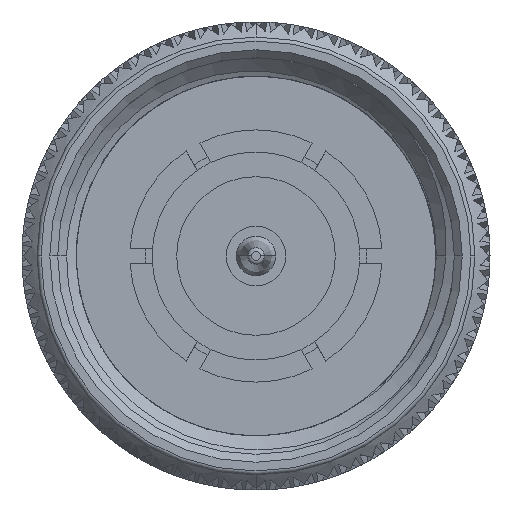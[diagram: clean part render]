
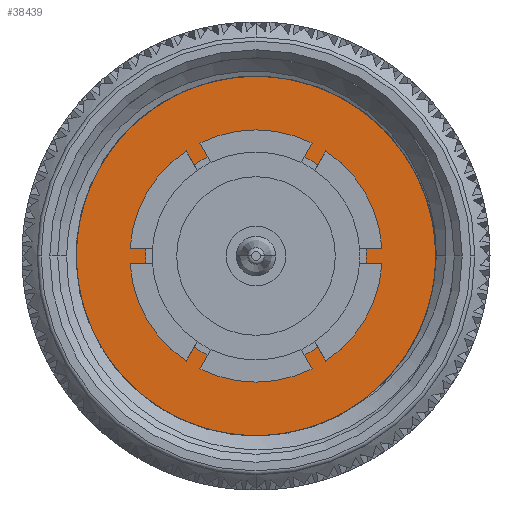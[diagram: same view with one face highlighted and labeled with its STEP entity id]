
A CAD part, left-side view. The second image highlights one B-rep face of the part: STEP entity #38439.
In plain terms, the highlighted planar face has unit normal (-1, 0, 0).
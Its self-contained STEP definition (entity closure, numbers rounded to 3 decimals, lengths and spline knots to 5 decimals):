
#2077 = AXIS2_PLACEMENT_3D ( 'NONE', #109832, #19551, #21277 ) ;
#2511 = EDGE_CURVE ( 'NONE', #38753, #115143, #18361, .T. ) ;
#5610 = CARTESIAN_POINT ( 'NONE',  ( 0.315, 0.12157, -0.19591 ) ) ;
#5813 = FACE_BOUND ( 'NONE', #41745, .T. ) ;
#6807 = ORIENTED_EDGE ( 'NONE', *, *, #108205, .T. ) ;
#7738 = VERTEX_POINT ( 'NONE', #46394 ) ;
#7918 = CARTESIAN_POINT ( 'NONE',  ( 0.315, 0.17973, -0.13833 ) ) ;
#9165 = CARTESIAN_POINT ( 'NONE',  ( 0.315, 0.139, 0. ) ) ;
#10790 = CARTESIAN_POINT ( 'NONE',  ( 0.315, 0., 0. ) ) ;
#11828 = AXIS2_PLACEMENT_3D ( 'NONE', #45924, #28315, #89310 ) ;
#13040 = AXIS2_PLACEMENT_3D ( 'NONE', #31881, #50638, #15428 ) ;
#14631 = DIRECTION ( 'NONE',  ( 0., -1., 0. ) ) ;
#15208 = PLANE ( 'NONE',  #67159 ) ;
#15428 = DIRECTION ( 'NONE',  ( 0., -1., 0. ) ) ;
#15448 = CARTESIAN_POINT ( 'NONE',  ( 0.315, -0.24791, -0.03227 ) ) ;
#15593 = CARTESIAN_POINT ( 'NONE',  ( 0.315, 0.14913, -0.17387 ) ) ;
#16176 = CARTESIAN_POINT ( 'NONE',  ( 0.315, -0.24311, -0.05542 ) ) ;
#16755 = CARTESIAN_POINT ( 'NONE',  ( 0.315, -0.22135, -0.10953 ) ) ;
#18361 = B_SPLINE_CURVE_WITH_KNOTS ( 'NONE', 3,
 ( #89562, #88988, #62611, #35070, #78439, #35642 ),
 .UNSPECIFIED., .F., .F.,
 ( 4, 2, 4 ),
 ( 0., 0.00189, 0.00378 ),
 .UNSPECIFIED. ) ;
#19551 = DIRECTION ( 'NONE',  ( -1., 0., 0. ) ) ;
#21277 = DIRECTION ( 'NONE',  ( 0., -1., 0. ) ) ;
#23469 = EDGE_LOOP ( 'NONE', ( #100345, #6807, #75717, #55047, #60900 ) ) ;
#24376 = CARTESIAN_POINT ( 'NONE',  ( 0.315, -0.24593, -0.04391 ) ) ;
#24963 = CARTESIAN_POINT ( 'NONE',  ( 0.315, -0.17094, -0.17372 ) ) ;
#27208 = ORIENTED_EDGE ( 'NONE', *, *, #60470, .F. ) ;
#28315 = DIRECTION ( 'NONE',  ( -1., 0., 0. ) ) ;
#31781 = CARTESIAN_POINT ( 'NONE',  ( 0.315, 0., 0. ) ) ;
#31881 = CARTESIAN_POINT ( 'NONE',  ( 0.315, 0., 0. ) ) ;
#32632 = CARTESIAN_POINT ( 'NONE',  ( 0.315, -0.12317, -0.20757 ) ) ;
#33208 = CARTESIAN_POINT ( 'NONE',  ( 0.315, 0.02449, -0.23471 ) ) ;
#33779 = CARTESIAN_POINT ( 'NONE',  ( 0.315, 0.09131, -0.21337 ) ) ;
#34944 = CARTESIAN_POINT ( 'NONE',  ( 0.315, 0.16544, -0.15702 ) ) ;
#35070 = CARTESIAN_POINT ( 'NONE',  ( 0.315, 0.20673, -0.09651 ) ) ;
#35642 = CARTESIAN_POINT ( 'NONE',  ( 0.315, 0.17973, -0.13833 ) ) ;
#36530 = VERTEX_POINT ( 'NONE', #9165 ) ;
#38439 = ADVANCED_FACE ( 'NONE', ( #41067, #5813 ), #15208, .T. ) ;
#38753 = VERTEX_POINT ( 'NONE', #94829 ) ;
#41067 = FACE_OUTER_BOUND ( 'NONE', #23469, .T. ) ;
#41227 = CIRCLE ( 'NONE', #13040, 0.139 ) ;
#41445 = CARTESIAN_POINT ( 'NONE',  ( 0.315, 0.04734, -0.23019 ) ) ;
#41745 = EDGE_LOOP ( 'NONE', ( #27208, #56643 ) ) ;
#43741 = CARTESIAN_POINT ( 'NONE',  ( 0.315, -0.19503, -0.1484 ) ) ;
#45883 = CIRCLE ( 'NONE', #68277, 0.139 ) ;
#45924 = CARTESIAN_POINT ( 'NONE',  ( 0.315, 0., 0. ) ) ;
#46394 = CARTESIAN_POINT ( 'NONE',  ( 0.315, 0.25, 0. ) ) ;
#47652 = VECTOR ( 'NONE', #74121, 39.37008 ) ;
#49973 = DIRECTION ( 'NONE',  ( 0., -1., 0. ) ) ;
#50235 = CARTESIAN_POINT ( 'NONE',  ( 0.315, 0.08056, -0.2182 ) ) ;
#50370 = B_SPLINE_CURVE_WITH_KNOTS ( 'NONE', 3,
 ( #7918, #97062, #34944, #15593, #78893, #5610, #106446, #33779, #50235, #41445, #33208, #68374, #69530, #88272, #105314, #59046, #112963, #95347, #32632, #96485, #70686, #24963, #87129, #43741, #50809, #104155, #16755, #60762, #94768, #16176, #24376, #51384 ),
 .UNSPECIFIED., .F., .F.,
 ( 4, 2, 2, 2, 2, 2, 2, 2, 2, 2, 2, 2, 2, 2, 2, 4 ),
 ( 0., 0.00089, 0.00179, 0.00268, 0.00357, 0.00536, 0.00625, 0.00714, 0.00804, 0.00893, 0.00982, 0.01072, 0.01161, 0.0125, 0.0134, 0.01429 ),
 .UNSPECIFIED. ) ;
#50638 = DIRECTION ( 'NONE',  ( -1., 0., 0. ) ) ;
#50809 = CARTESIAN_POINT ( 'NONE',  ( 0.315, -0.2023, -0.13917 ) ) ;
#50870 = EDGE_CURVE ( 'NONE', #86168, #36530, #41227, .T. ) ;
#51384 = CARTESIAN_POINT ( 'NONE',  ( 0.315, -0.24791, -0.03227 ) ) ;
#55047 = ORIENTED_EDGE ( 'NONE', *, *, #2511, .T. ) ;
#56643 = ORIENTED_EDGE ( 'NONE', *, *, #50870, .F. ) ;
#59046 = CARTESIAN_POINT ( 'NONE',  ( 0.315, -0.08002, -0.22563 ) ) ;
#60470 = EDGE_CURVE ( 'NONE', #36530, #86168, #45883, .T. ) ;
#60762 = CARTESIAN_POINT ( 'NONE',  ( 0.315, -0.23155, -0.08859 ) ) ;
#60900 = ORIENTED_EDGE ( 'NONE', *, *, #67181, .T. ) ;
#62428 = CIRCLE ( 'NONE', #11828, 0.25 ) ;
#62611 = CARTESIAN_POINT ( 'NONE',  ( 0.315, 0.2227, -0.0496 ) ) ;
#65563 = CARTESIAN_POINT ( 'NONE',  ( 0.315, -0.25, 0. ) ) ;
#66860 = CARTESIAN_POINT ( 'NONE',  ( 0.315, 0., 0. ) ) ;
#67159 = AXIS2_PLACEMENT_3D ( 'NONE', #66860, #94391, #14631 ) ;
#67181 = EDGE_CURVE ( 'NONE', #115143, #88662, #50370, .T. ) ;
#68277 = AXIS2_PLACEMENT_3D ( 'NONE', #31781, #102149, #49973 ) ;
#68374 = CARTESIAN_POINT ( 'NONE',  ( 0.315, -0.01084, -0.23625 ) ) ;
#69530 = CARTESIAN_POINT ( 'NONE',  ( 0.315, -0.02259, -0.23588 ) ) ;
#70686 = CARTESIAN_POINT ( 'NONE',  ( 0.315, -0.15286, -0.18864 ) ) ;
#72328 = EDGE_CURVE ( 'NONE', #7738, #38753, #100509, .T. ) ;
#74121 = DIRECTION ( 'NONE',  ( 0., -1., 0. ) ) ;
#75717 = ORIENTED_EDGE ( 'NONE', *, *, #72328, .T. ) ;
#78439 = CARTESIAN_POINT ( 'NONE',  ( 0.315, 0.19487, -0.11866 ) ) ;
#78893 = CARTESIAN_POINT ( 'NONE',  ( 0.315, 0.14024, -0.18174 ) ) ;
#86168 = VERTEX_POINT ( 'NONE', #112905 ) ;
#87129 = CARTESIAN_POINT ( 'NONE',  ( 0.315, -0.17936, -0.16566 ) ) ;
#88272 = CARTESIAN_POINT ( 'NONE',  ( 0.315, -0.04579, -0.23348 ) ) ;
#88662 = VERTEX_POINT ( 'NONE', #15448 ) ;
#88988 = CARTESIAN_POINT ( 'NONE',  ( 0.315, 0.2268, -0.02482 ) ) ;
#89310 = DIRECTION ( 'NONE',  ( 0., -1., 0. ) ) ;
#89562 = CARTESIAN_POINT ( 'NONE',  ( 0.315, 0.2268, 0. ) ) ;
#94391 = DIRECTION ( 'NONE',  ( -1., 0., 0. ) ) ;
#94768 = CARTESIAN_POINT ( 'NONE',  ( 0.315, -0.23591, -0.07778 ) ) ;
#94829 = CARTESIAN_POINT ( 'NONE',  ( 0.315, 0.2268, 0. ) ) ;
#95347 = CARTESIAN_POINT ( 'NONE',  ( 0.315, -0.11279, -0.21284 ) ) ;
#96485 = CARTESIAN_POINT ( 'NONE',  ( 0.315, -0.14317, -0.1955 ) ) ;
#97062 = CARTESIAN_POINT ( 'NONE',  ( 0.315, 0.17294, -0.148 ) ) ;
#100345 = ORIENTED_EDGE ( 'NONE', *, *, #114217, .T. ) ;
#100509 = LINE ( 'NONE', #10790, #47652 ) ;
#102149 = DIRECTION ( 'NONE',  ( -1., 0., 0. ) ) ;
#104155 = CARTESIAN_POINT ( 'NONE',  ( 0.315, -0.21552, -0.11965 ) ) ;
#105314 = CARTESIAN_POINT ( 'NONE',  ( 0.315, -0.05727, -0.23143 ) ) ;
#106446 = CARTESIAN_POINT ( 'NONE',  ( 0.315, 0.11178, -0.20223 ) ) ;
#108205 = EDGE_CURVE ( 'NONE', #111700, #7738, #62428, .T. ) ;
#109832 = CARTESIAN_POINT ( 'NONE',  ( 0.315, 0., 0. ) ) ;
#110782 = CIRCLE ( 'NONE', #2077, 0.25 ) ;
#111700 = VERTEX_POINT ( 'NONE', #65563 ) ;
#112905 = CARTESIAN_POINT ( 'NONE',  ( 0.315, -0.139, 0. ) ) ;
#112963 = CARTESIAN_POINT ( 'NONE',  ( 0.315, -0.09126, -0.22186 ) ) ;
#114217 = EDGE_CURVE ( 'NONE', #88662, #111700, #110782, .T. ) ;
#115089 = CARTESIAN_POINT ( 'NONE',  ( 0.315, 0.17973, -0.13833 ) ) ;
#115143 = VERTEX_POINT ( 'NONE', #115089 ) ;
